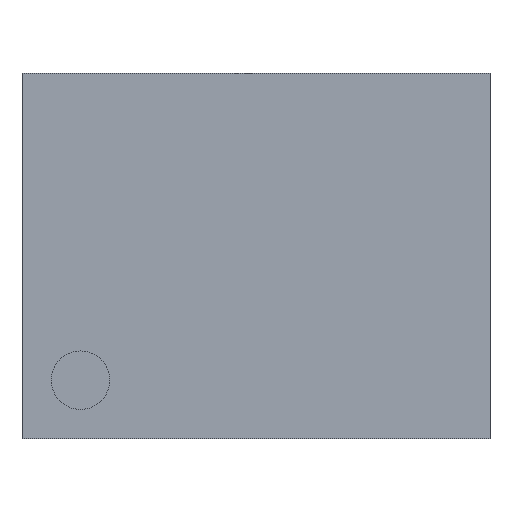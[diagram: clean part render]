
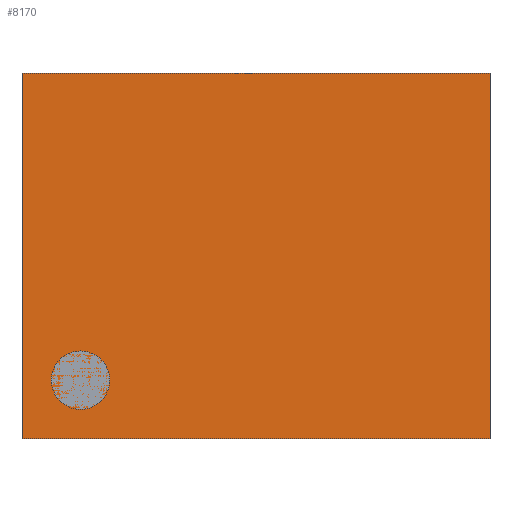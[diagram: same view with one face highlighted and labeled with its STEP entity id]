
A CAD part, top view. The second image highlights one B-rep face of the part: STEP entity #8170.
In plain terms, the highlighted planar face has unit normal (0, 0, 1).
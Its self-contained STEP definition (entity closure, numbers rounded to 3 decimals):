
#7856 = VERTEX_POINT('',#7857);
#7857 = CARTESIAN_POINT('',(0.,0.,0.7));
#7864 = PLANE('',#7865);
#7865 = AXIS2_PLACEMENT_3D('',#7866,#7867,#7868);
#7866 = CARTESIAN_POINT('',(0.,0.,0.));
#7867 = DIRECTION('',(1.,0.,0.));
#7868 = DIRECTION('',(0.,0.,1.));
#7876 = PLANE('',#7877);
#7877 = AXIS2_PLACEMENT_3D('',#7878,#7879,#7880);
#7878 = CARTESIAN_POINT('',(0.,0.,0.));
#7879 = DIRECTION('',(0.,1.,0.));
#7880 = DIRECTION('',(0.,0.,1.));
#7917 = VERTEX_POINT('',#7918);
#7918 = CARTESIAN_POINT('',(0.,2.5,0.7));
#7932 = PLANE('',#7933);
#7933 = AXIS2_PLACEMENT_3D('',#7934,#7935,#7936);
#7934 = CARTESIAN_POINT('',(0.,2.5,0.));
#7935 = DIRECTION('',(0.,1.,0.));
#7936 = DIRECTION('',(0.,0.,1.));
#7944 = EDGE_CURVE('',#7856,#7917,#7945,.T.);
#7945 = SURFACE_CURVE('',#7946,(#7950,#7957),.PCURVE_S1.);
#7946 = LINE('',#7947,#7948);
#7947 = CARTESIAN_POINT('',(0.,0.,0.7));
#7948 = VECTOR('',#7949,1.);
#7949 = DIRECTION('',(0.,1.,0.));
#7950 = PCURVE('',#7864,#7951);
#7951 = DEFINITIONAL_REPRESENTATION('',(#7952),#7956);
#7952 = LINE('',#7953,#7954);
#7953 = CARTESIAN_POINT('',(0.7,0.));
#7954 = VECTOR('',#7955,1.);
#7955 = DIRECTION('',(0.,-1.));
#7956 = ( GEOMETRIC_REPRESENTATION_CONTEXT(2) 
PARAMETRIC_REPRESENTATION_CONTEXT() REPRESENTATION_CONTEXT('2D SPACE',''
  ) );
#7957 = PCURVE('',#7958,#7963);
#7958 = PLANE('',#7959);
#7959 = AXIS2_PLACEMENT_3D('',#7960,#7961,#7962);
#7960 = CARTESIAN_POINT('',(0.,0.,0.7));
#7961 = DIRECTION('',(0.,0.,1.));
#7962 = DIRECTION('',(1.,0.,0.));
#7963 = DEFINITIONAL_REPRESENTATION('',(#7964),#7968);
#7964 = LINE('',#7965,#7966);
#7965 = CARTESIAN_POINT('',(0.,0.));
#7966 = VECTOR('',#7967,1.);
#7967 = DIRECTION('',(0.,1.));
#7968 = ( GEOMETRIC_REPRESENTATION_CONTEXT(2) 
PARAMETRIC_REPRESENTATION_CONTEXT() REPRESENTATION_CONTEXT('2D SPACE',''
  ) );
#7976 = VERTEX_POINT('',#7977);
#7977 = CARTESIAN_POINT('',(3.2,0.,0.7));
#7984 = PLANE('',#7985);
#7985 = AXIS2_PLACEMENT_3D('',#7986,#7987,#7988);
#7986 = CARTESIAN_POINT('',(3.2,0.,0.));
#7987 = DIRECTION('',(1.,0.,0.));
#7988 = DIRECTION('',(0.,0.,1.));
#8027 = VERTEX_POINT('',#8028);
#8028 = CARTESIAN_POINT('',(3.2,2.5,0.7));
#8049 = EDGE_CURVE('',#7976,#8027,#8050,.T.);
#8050 = SURFACE_CURVE('',#8051,(#8055,#8062),.PCURVE_S1.);
#8051 = LINE('',#8052,#8053);
#8052 = CARTESIAN_POINT('',(3.2,0.,0.7));
#8053 = VECTOR('',#8054,1.);
#8054 = DIRECTION('',(0.,1.,0.));
#8055 = PCURVE('',#7984,#8056);
#8056 = DEFINITIONAL_REPRESENTATION('',(#8057),#8061);
#8057 = LINE('',#8058,#8059);
#8058 = CARTESIAN_POINT('',(0.7,0.));
#8059 = VECTOR('',#8060,1.);
#8060 = DIRECTION('',(0.,-1.));
#8061 = ( GEOMETRIC_REPRESENTATION_CONTEXT(2) 
PARAMETRIC_REPRESENTATION_CONTEXT() REPRESENTATION_CONTEXT('2D SPACE',''
  ) );
#8062 = PCURVE('',#7958,#8063);
#8063 = DEFINITIONAL_REPRESENTATION('',(#8064),#8068);
#8064 = LINE('',#8065,#8066);
#8065 = CARTESIAN_POINT('',(3.2,0.));
#8066 = VECTOR('',#8067,1.);
#8067 = DIRECTION('',(0.,1.));
#8068 = ( GEOMETRIC_REPRESENTATION_CONTEXT(2) 
PARAMETRIC_REPRESENTATION_CONTEXT() REPRESENTATION_CONTEXT('2D SPACE',''
  ) );
#8095 = EDGE_CURVE('',#7856,#7976,#8096,.T.);
#8096 = SURFACE_CURVE('',#8097,(#8101,#8108),.PCURVE_S1.);
#8097 = LINE('',#8098,#8099);
#8098 = CARTESIAN_POINT('',(0.,0.,0.7));
#8099 = VECTOR('',#8100,1.);
#8100 = DIRECTION('',(1.,0.,0.));
#8101 = PCURVE('',#7876,#8102);
#8102 = DEFINITIONAL_REPRESENTATION('',(#8103),#8107);
#8103 = LINE('',#8104,#8105);
#8104 = CARTESIAN_POINT('',(0.7,0.));
#8105 = VECTOR('',#8106,1.);
#8106 = DIRECTION('',(0.,1.));
#8107 = ( GEOMETRIC_REPRESENTATION_CONTEXT(2) 
PARAMETRIC_REPRESENTATION_CONTEXT() REPRESENTATION_CONTEXT('2D SPACE',''
  ) );
#8108 = PCURVE('',#7958,#8109);
#8109 = DEFINITIONAL_REPRESENTATION('',(#8110),#8114);
#8110 = LINE('',#8111,#8112);
#8111 = CARTESIAN_POINT('',(0.,0.));
#8112 = VECTOR('',#8113,1.);
#8113 = DIRECTION('',(1.,0.));
#8114 = ( GEOMETRIC_REPRESENTATION_CONTEXT(2) 
PARAMETRIC_REPRESENTATION_CONTEXT() REPRESENTATION_CONTEXT('2D SPACE',''
  ) );
#8142 = EDGE_CURVE('',#7917,#8027,#8143,.T.);
#8143 = SURFACE_CURVE('',#8144,(#8148,#8155),.PCURVE_S1.);
#8144 = LINE('',#8145,#8146);
#8145 = CARTESIAN_POINT('',(0.,2.5,0.7));
#8146 = VECTOR('',#8147,1.);
#8147 = DIRECTION('',(1.,0.,0.));
#8148 = PCURVE('',#7932,#8149);
#8149 = DEFINITIONAL_REPRESENTATION('',(#8150),#8154);
#8150 = LINE('',#8151,#8152);
#8151 = CARTESIAN_POINT('',(0.7,0.));
#8152 = VECTOR('',#8153,1.);
#8153 = DIRECTION('',(0.,1.));
#8154 = ( GEOMETRIC_REPRESENTATION_CONTEXT(2) 
PARAMETRIC_REPRESENTATION_CONTEXT() REPRESENTATION_CONTEXT('2D SPACE',''
  ) );
#8155 = PCURVE('',#7958,#8156);
#8156 = DEFINITIONAL_REPRESENTATION('',(#8157),#8161);
#8157 = LINE('',#8158,#8159);
#8158 = CARTESIAN_POINT('',(0.,2.5));
#8159 = VECTOR('',#8160,1.);
#8160 = DIRECTION('',(1.,0.));
#8161 = ( GEOMETRIC_REPRESENTATION_CONTEXT(2) 
PARAMETRIC_REPRESENTATION_CONTEXT() REPRESENTATION_CONTEXT('2D SPACE',''
  ) );
#8170 = ADVANCED_FACE('',(#8171),#7958,.T.);
#8171 = FACE_BOUND('',#8172,.T.);
#8172 = EDGE_LOOP('',(#8173,#8174,#8175,#8176));
#8173 = ORIENTED_EDGE('',*,*,#7944,.F.);
#8174 = ORIENTED_EDGE('',*,*,#8095,.T.);
#8175 = ORIENTED_EDGE('',*,*,#8049,.T.);
#8176 = ORIENTED_EDGE('',*,*,#8142,.F.);
